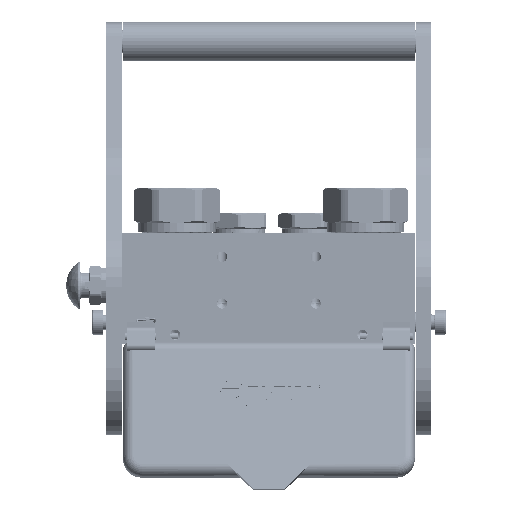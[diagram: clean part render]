
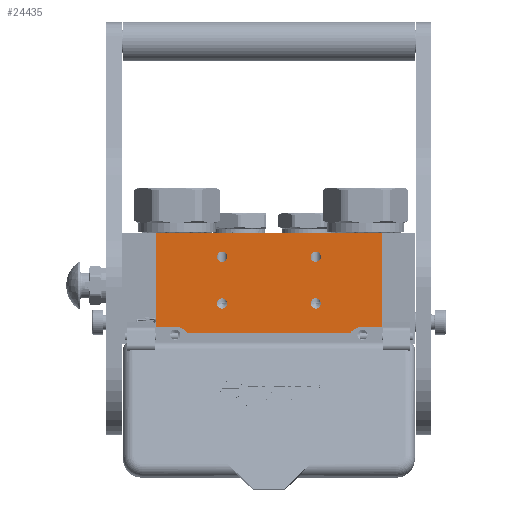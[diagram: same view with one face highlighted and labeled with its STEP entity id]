
A CAD part, left-side view. The second image highlights one B-rep face of the part: STEP entity #24435.
In plain terms, the highlighted face is planar.
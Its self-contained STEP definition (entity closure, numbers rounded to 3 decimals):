
#683 = ORIENTED_EDGE ( 'NONE', *, *, #13507, .F. ) ;
#941 = ORIENTED_EDGE ( 'NONE', *, *, #97647, .F. ) ;
#1143 = CIRCLE ( 'NONE', #57559, 3.3 ) ;
#3014 = CARTESIAN_POINT ( 'NONE',  ( 166.7, 0., -108. ) ) ;
#4407 = AXIS2_PLACEMENT_3D ( 'NONE', #72612, #28851, #95339 ) ;
#4460 = VERTEX_POINT ( 'NONE', #6489 ) ;
#4748 = DIRECTION ( 'NONE',  ( 0., 0., -1. ) ) ;
#6134 = DIRECTION ( 'NONE',  ( 0., -1., 0. ) ) ;
#6489 = CARTESIAN_POINT ( 'NONE',  ( 34., 60., -108. ) ) ;
#7192 = LINE ( 'NONE', #3014, #27926 ) ;
#9535 = VERTEX_POINT ( 'NONE', #135520 ) ;
#10817 = ORIENTED_EDGE ( 'NONE', *, *, #46083, .F. ) ;
#11437 = VERTEX_POINT ( 'NONE', #140792 ) ;
#11600 = CARTESIAN_POINT ( 'NONE',  ( 21.3, 0., -108. ) ) ;
#12947 = DIRECTION ( 'NONE',  ( 0.815, -0.58, 0. ) ) ;
#13507 = EDGE_CURVE ( 'NONE', #55720, #31369, #105370, .T. ) ;
#14621 = DIRECTION ( 'NONE',  ( 0., -1., 0. ) ) ;
#15222 = VERTEX_POINT ( 'NONE', #31408 ) ;
#16012 = AXIS2_PLACEMENT_3D ( 'NONE', #36287, #113303, #14621 ) ;
#16198 = VERTEX_POINT ( 'NONE', #57306 ) ;
#16320 = AXIS2_PLACEMENT_3D ( 'NONE', #120506, #21791, #119568 ) ;
#19860 = CARTESIAN_POINT ( 'NONE',  ( 124., 45., -108. ) ) ;
#20332 = DIRECTION ( 'NONE',  ( 0., 0., -1. ) ) ;
#21791 = DIRECTION ( 'NONE',  ( 0., 0., -1. ) ) ;
#22258 = CIRCLE ( 'NONE', #72310, 3.3 ) ;
#23866 = DIRECTION ( 'NONE',  ( 0., 1., 0. ) ) ;
#24317 = CARTESIAN_POINT ( 'NONE',  ( 124., 18.3, -108. ) ) ;
#24435 = ADVANCED_FACE ( 'NONE', ( #114856, #85622, #116525, #56302, #133813 ), #137127, .T. ) ;
#25157 = DIRECTION ( 'NONE',  ( 0., 1., 0. ) ) ;
#25200 = AXIS2_PLACEMENT_3D ( 'NONE', #19860, #20332, #109457 ) ;
#26687 = VERTEX_POINT ( 'NONE', #75015 ) ;
#27696 = CARTESIAN_POINT ( 'NONE',  ( 124., 41.7, -108. ) ) ;
#27873 = CIRCLE ( 'NONE', #94728, 3.3 ) ;
#27926 = VECTOR ( 'NONE', #25157, 1000. ) ;
#28376 = LINE ( 'NONE', #96970, #105876 ) ;
#28575 = DIRECTION ( 'NONE',  ( 0., -1., 0. ) ) ;
#28851 = DIRECTION ( 'NONE',  ( 0., 0., -1. ) ) ;
#30851 = CARTESIAN_POINT ( 'NONE',  ( 64., 48.3, -108. ) ) ;
#31369 = VERTEX_POINT ( 'NONE', #27696 ) ;
#31408 = CARTESIAN_POINT ( 'NONE',  ( 154., 60., -108. ) ) ;
#31793 = DIRECTION ( 'NONE',  ( 0., 0., -1. ) ) ;
#31892 = EDGE_CURVE ( 'NONE', #127824, #15222, #108820, .T. ) ;
#32248 = DIRECTION ( 'NONE',  ( 0., 1., 0. ) ) ;
#32317 = EDGE_CURVE ( 'NONE', #16198, #4460, #127618, .T. ) ;
#33040 = CARTESIAN_POINT ( 'NONE',  ( 64., 45., -108. ) ) ;
#36287 = CARTESIAN_POINT ( 'NONE',  ( 64., 15., -108. ) ) ;
#38142 = ORIENTED_EDGE ( 'NONE', *, *, #139339, .T. ) ;
#39022 = CARTESIAN_POINT ( 'NONE',  ( 166.7, 0., -108. ) ) ;
#40106 = CARTESIAN_POINT ( 'NONE',  ( 154., 70., -108. ) ) ;
#42626 = CARTESIAN_POINT ( 'NONE',  ( 166.7, 60., -108. ) ) ;
#43628 = ORIENTED_EDGE ( 'NONE', *, *, #132616, .F. ) ;
#43989 = CARTESIAN_POINT ( 'NONE',  ( 166.7, 60., -108. ) ) ;
#44568 = CARTESIAN_POINT ( 'NONE',  ( 21.3, 60., -108. ) ) ;
#44640 = CARTESIAN_POINT ( 'NONE',  ( 124., 11.7, -108. ) ) ;
#45063 = DIRECTION ( 'NONE',  ( 0., 0., -1. ) ) ;
#46083 = EDGE_CURVE ( 'NONE', #110986, #127824, #7192, .T. ) ;
#47565 = EDGE_CURVE ( 'NONE', #84093, #81634, #22258, .T. ) ;
#48550 = DIRECTION ( 'NONE',  ( 0., -1., 0. ) ) ;
#51345 = CARTESIAN_POINT ( 'NONE',  ( 124., 48.3, -108. ) ) ;
#51826 = ORIENTED_EDGE ( 'NONE', *, *, #31892, .F. ) ;
#52314 = AXIS2_PLACEMENT_3D ( 'NONE', #67303, #79368, #12947 ) ;
#52629 = ORIENTED_EDGE ( 'NONE', *, *, #120501, .T. ) ;
#53908 = AXIS2_PLACEMENT_3D ( 'NONE', #103931, #4748, #48550 ) ;
#54465 = ORIENTED_EDGE ( 'NONE', *, *, #98547, .F. ) ;
#55720 = VERTEX_POINT ( 'NONE', #51345 ) ;
#55901 = CIRCLE ( 'NONE', #138288, 10. ) ;
#56302 = FACE_BOUND ( 'NONE', #128815, .T. ) ;
#57306 = CARTESIAN_POINT ( 'NONE',  ( 42.146, 64.2, -108. ) ) ;
#57559 = AXIS2_PLACEMENT_3D ( 'NONE', #116841, #82700, #6134 ) ;
#60164 = CARTESIAN_POINT ( 'NONE',  ( 64., 41.7, -108. ) ) ;
#60712 = VERTEX_POINT ( 'NONE', #44640 ) ;
#62234 = VERTEX_POINT ( 'NONE', #139990 ) ;
#63469 = VERTEX_POINT ( 'NONE', #77337 ) ;
#66258 = ORIENTED_EDGE ( 'NONE', *, *, #141907, .F. ) ;
#66578 = ORIENTED_EDGE ( 'NONE', *, *, #47565, .F. ) ;
#67303 = CARTESIAN_POINT ( 'NONE',  ( 34., 70., -108. ) ) ;
#68989 = ORIENTED_EDGE ( 'NONE', *, *, #91870, .F. ) ;
#69107 = EDGE_CURVE ( 'NONE', #62234, #11437, #101967, .T. ) ;
#71811 = VECTOR ( 'NONE', #127567, 1000. ) ;
#72310 = AXIS2_PLACEMENT_3D ( 'NONE', #33040, #45063, #23866 ) ;
#72612 = CARTESIAN_POINT ( 'NONE',  ( 124., 45., -108. ) ) ;
#73702 = EDGE_CURVE ( 'NONE', #63469, #16198, #28376, .T. ) ;
#75015 = CARTESIAN_POINT ( 'NONE',  ( 21.3, 60., -108. ) ) ;
#76416 = ORIENTED_EDGE ( 'NONE', *, *, #139591, .F. ) ;
#77337 = CARTESIAN_POINT ( 'NONE',  ( 145.854, 64.2, -108. ) ) ;
#78247 = AXIS2_PLACEMENT_3D ( 'NONE', #137604, #91465, #114505 ) ;
#79368 = DIRECTION ( 'NONE',  ( 0., 0., -1. ) ) ;
#79583 = EDGE_LOOP ( 'NONE', ( #10817, #52629, #38142, #129817, #117015, #107380, #43628, #51826 ) ) ;
#80078 = VECTOR ( 'NONE', #132654, 1000. ) ;
#81634 = VERTEX_POINT ( 'NONE', #60164 ) ;
#82700 = DIRECTION ( 'NONE',  ( 0., 0., -1. ) ) ;
#82966 = VECTOR ( 'NONE', #99876, 1000. ) ;
#84093 = VERTEX_POINT ( 'NONE', #30851 ) ;
#85282 = EDGE_LOOP ( 'NONE', ( #941, #683 ) ) ;
#85622 = FACE_BOUND ( 'NONE', #99831, .T. ) ;
#90707 = DIRECTION ( 'NONE',  ( -1., 0., 0. ) ) ;
#91465 = DIRECTION ( 'NONE',  ( 0., 0., -1. ) ) ;
#91870 = EDGE_CURVE ( 'NONE', #11437, #62234, #118629, .T. ) ;
#94728 = AXIS2_PLACEMENT_3D ( 'NONE', #108349, #31793, #32248 ) ;
#95339 = DIRECTION ( 'NONE',  ( 0., 1., 0. ) ) ;
#95644 = LINE ( 'NONE', #44568, #80078 ) ;
#96970 = CARTESIAN_POINT ( 'NONE',  ( 145.854, 64.2, -108. ) ) ;
#97647 = EDGE_CURVE ( 'NONE', #31369, #55720, #126515, .T. ) ;
#98547 = EDGE_CURVE ( 'NONE', #60712, #110319, #109215, .T. ) ;
#99831 = EDGE_LOOP ( 'NONE', ( #54465, #66258 ) ) ;
#99876 = DIRECTION ( 'NONE',  ( -1., 0., 0. ) ) ;
#100168 = ORIENTED_EDGE ( 'NONE', *, *, #69107, .F. ) ;
#100799 = VECTOR ( 'NONE', #90707, 1000. ) ;
#101183 = LINE ( 'NONE', #11600, #71811 ) ;
#101967 = CIRCLE ( 'NONE', #16012, 3.3 ) ;
#103931 = CARTESIAN_POINT ( 'NONE',  ( 124., 15., -108. ) ) ;
#105370 = CIRCLE ( 'NONE', #4407, 3.3 ) ;
#105876 = VECTOR ( 'NONE', #108008, 1000. ) ;
#107380 = ORIENTED_EDGE ( 'NONE', *, *, #73702, .F. ) ;
#108008 = DIRECTION ( 'NONE',  ( -1., 0., 0. ) ) ;
#108349 = CARTESIAN_POINT ( 'NONE',  ( 124., 15., -108. ) ) ;
#108820 = LINE ( 'NONE', #43989, #82966 ) ;
#109215 = CIRCLE ( 'NONE', #53908, 3.3 ) ;
#109457 = DIRECTION ( 'NONE',  ( 0., -1., 0. ) ) ;
#110319 = VERTEX_POINT ( 'NONE', #24317 ) ;
#110986 = VERTEX_POINT ( 'NONE', #39022 ) ;
#112018 = EDGE_CURVE ( 'NONE', #26687, #4460, #95644, .T. ) ;
#113303 = DIRECTION ( 'NONE',  ( 0., 0., -1. ) ) ;
#114505 = DIRECTION ( 'NONE',  ( -1., 0., 0. ) ) ;
#114856 = FACE_BOUND ( 'NONE', #85282, .T. ) ;
#116525 = FACE_BOUND ( 'NONE', #125034, .T. ) ;
#116841 = CARTESIAN_POINT ( 'NONE',  ( 64., 45., -108. ) ) ;
#117015 = ORIENTED_EDGE ( 'NONE', *, *, #32317, .F. ) ;
#118629 = CIRCLE ( 'NONE', #16320, 3.3 ) ;
#119568 = DIRECTION ( 'NONE',  ( 0., 1., 0. ) ) ;
#120501 = EDGE_CURVE ( 'NONE', #110986, #9535, #124949, .T. ) ;
#120506 = CARTESIAN_POINT ( 'NONE',  ( 64., 15., -108. ) ) ;
#123854 = CARTESIAN_POINT ( 'NONE',  ( 166.7, 0., -108. ) ) ;
#124949 = LINE ( 'NONE', #123854, #100799 ) ;
#125034 = EDGE_LOOP ( 'NONE', ( #76416, #66578 ) ) ;
#126515 = CIRCLE ( 'NONE', #25200, 3.3 ) ;
#127213 = DIRECTION ( 'NONE',  ( 0., 0., -1. ) ) ;
#127567 = DIRECTION ( 'NONE',  ( 0., 1., 0. ) ) ;
#127618 = CIRCLE ( 'NONE', #52314, 10. ) ;
#127824 = VERTEX_POINT ( 'NONE', #42626 ) ;
#128815 = EDGE_LOOP ( 'NONE', ( #100168, #68989 ) ) ;
#129817 = ORIENTED_EDGE ( 'NONE', *, *, #112018, .T. ) ;
#132616 = EDGE_CURVE ( 'NONE', #15222, #63469, #55901, .T. ) ;
#132654 = DIRECTION ( 'NONE',  ( 1., 0., 0. ) ) ;
#133813 = FACE_OUTER_BOUND ( 'NONE', #79583, .T. ) ;
#135520 = CARTESIAN_POINT ( 'NONE',  ( 21.3, 0., -108. ) ) ;
#137127 = PLANE ( 'NONE',  #78247 ) ;
#137604 = CARTESIAN_POINT ( 'NONE',  ( 166.7, 0., -108. ) ) ;
#138288 = AXIS2_PLACEMENT_3D ( 'NONE', #40106, #127213, #28575 ) ;
#139339 = EDGE_CURVE ( 'NONE', #9535, #26687, #101183, .T. ) ;
#139591 = EDGE_CURVE ( 'NONE', #81634, #84093, #1143, .T. ) ;
#139990 = CARTESIAN_POINT ( 'NONE',  ( 64., 11.7, -108. ) ) ;
#140792 = CARTESIAN_POINT ( 'NONE',  ( 64., 18.3, -108. ) ) ;
#141907 = EDGE_CURVE ( 'NONE', #110319, #60712, #27873, .T. ) ;
